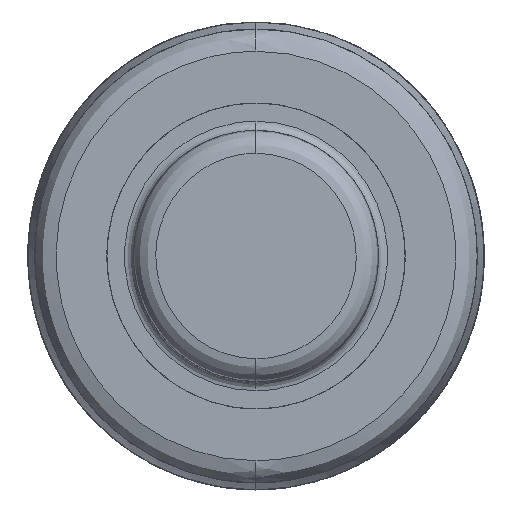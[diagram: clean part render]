
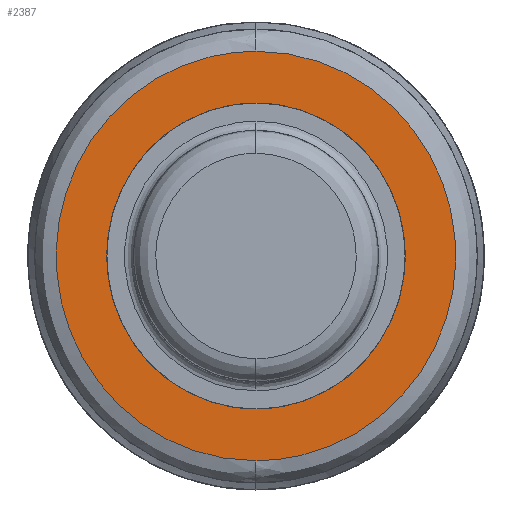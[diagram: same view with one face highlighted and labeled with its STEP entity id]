
A CAD part, front view. The second image highlights one B-rep face of the part: STEP entity #2387.
In plain terms, the highlighted planar face has unit normal (0, -1, 0).
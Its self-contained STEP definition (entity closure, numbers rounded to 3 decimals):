
#74=PLANE('',#7083);
#172=FACE_BOUND('',#2798,.T.);
#2387=ADVANCED_FACE('',(#2585,#172),#74,.T.);
#2585=FACE_OUTER_BOUND('',#2797,.T.);
#2797=EDGE_LOOP('',(#3216,#3217));
#2798=EDGE_LOOP('',(#3218,#3219));
#3216=ORIENTED_EDGE('',*,*,#4225,.F.);
#3217=ORIENTED_EDGE('',*,*,#4224,.F.);
#3218=ORIENTED_EDGE('',*,*,#4226,.F.);
#3219=ORIENTED_EDGE('',*,*,#4227,.F.);
#4224=EDGE_CURVE('',#6240,#6241,#5865,.T.);
#4225=EDGE_CURVE('',#6241,#6240,#5866,.T.);
#4226=EDGE_CURVE('',#6242,#6243,#5867,.T.);
#4227=EDGE_CURVE('',#6243,#6242,#5868,.T.);
#5865=(
BOUNDED_CURVE()
B_SPLINE_CURVE(2,(#9969,#9970,#9971,#9972,#9973),.UNSPECIFIED.,.F.,.F.)
B_SPLINE_CURVE_WITH_KNOTS((3,2,3),(-14.089,-7.044,
0.),.UNSPECIFIED.)
CURVE()
GEOMETRIC_REPRESENTATION_ITEM()
RATIONAL_B_SPLINE_CURVE((1.,0.707,1.,0.707,1.))
REPRESENTATION_ITEM('')
);
#5866=(
BOUNDED_CURVE()
B_SPLINE_CURVE(2,(#9974,#9975,#9976,#9977,#9978),.UNSPECIFIED.,.F.,.F.)
B_SPLINE_CURVE_WITH_KNOTS((3,2,3),(-14.089,-7.044,
0.),.UNSPECIFIED.)
CURVE()
GEOMETRIC_REPRESENTATION_ITEM()
RATIONAL_B_SPLINE_CURVE((1.,0.707,1.,0.707,1.))
REPRESENTATION_ITEM('')
);
#5867=(
BOUNDED_CURVE()
B_SPLINE_CURVE(2,(#9979,#9980,#9981,#9982,#9983),.UNSPECIFIED.,.F.,.F.)
B_SPLINE_CURVE_WITH_KNOTS((3,2,3),(0.,5.262,10.524),
 .UNSPECIFIED.)
CURVE()
GEOMETRIC_REPRESENTATION_ITEM()
RATIONAL_B_SPLINE_CURVE((1.,0.707,1.,0.707,1.))
REPRESENTATION_ITEM('')
);
#5868=(
BOUNDED_CURVE()
B_SPLINE_CURVE(2,(#9984,#9985,#9986,#9987,#9988),.UNSPECIFIED.,.F.,.F.)
B_SPLINE_CURVE_WITH_KNOTS((3,2,3),(0.,5.262,10.524),
 .UNSPECIFIED.)
CURVE()
GEOMETRIC_REPRESENTATION_ITEM()
RATIONAL_B_SPLINE_CURVE((1.,0.707,1.,0.707,1.))
REPRESENTATION_ITEM('')
);
#6240=VERTEX_POINT('',#9965);
#6241=VERTEX_POINT('',#9966);
#6242=VERTEX_POINT('',#9967);
#6243=VERTEX_POINT('',#9968);
#7083=AXIS2_PLACEMENT_3D('',#9964,#7173,$);
#7173=DIRECTION('',(0.,-1.,0.));
#9964=CARTESIAN_POINT('',(58.274,60.746,-4.868));
#9965=CARTESIAN_POINT('',(63.524,60.746,-3.971));
#9966=CARTESIAN_POINT('',(63.524,60.746,4.999));
#9967=CARTESIAN_POINT('',(63.524,60.746,-2.836));
#9968=CARTESIAN_POINT('',(63.524,60.746,3.864));
#9969=CARTESIAN_POINT('',(63.524,60.746,-3.971));
#9970=CARTESIAN_POINT('',(59.149,60.746,-3.971));
#9971=CARTESIAN_POINT('',(59.149,60.746,0.514));
#9972=CARTESIAN_POINT('',(59.149,60.746,4.999));
#9973=CARTESIAN_POINT('',(63.524,60.746,4.999));
#9974=CARTESIAN_POINT('',(63.524,60.746,4.999));
#9975=CARTESIAN_POINT('',(67.899,60.746,4.999));
#9976=CARTESIAN_POINT('',(67.899,60.746,0.514));
#9977=CARTESIAN_POINT('',(67.899,60.746,-3.971));
#9978=CARTESIAN_POINT('',(63.524,60.746,-3.971));
#9979=CARTESIAN_POINT('',(63.524,60.746,-2.836));
#9980=CARTESIAN_POINT('',(66.792,60.746,-2.836));
#9981=CARTESIAN_POINT('',(66.792,60.746,0.514));
#9982=CARTESIAN_POINT('',(66.792,60.746,3.864));
#9983=CARTESIAN_POINT('',(63.524,60.746,3.864));
#9984=CARTESIAN_POINT('',(63.524,60.746,3.864));
#9985=CARTESIAN_POINT('',(60.256,60.746,3.864));
#9986=CARTESIAN_POINT('',(60.256,60.746,0.514));
#9987=CARTESIAN_POINT('',(60.256,60.746,-2.836));
#9988=CARTESIAN_POINT('',(63.524,60.746,-2.836));
